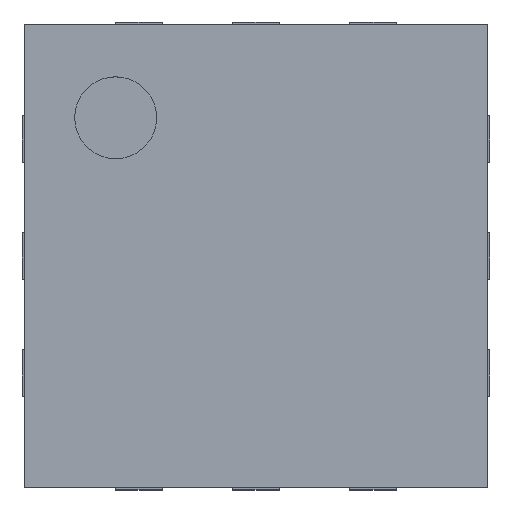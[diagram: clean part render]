
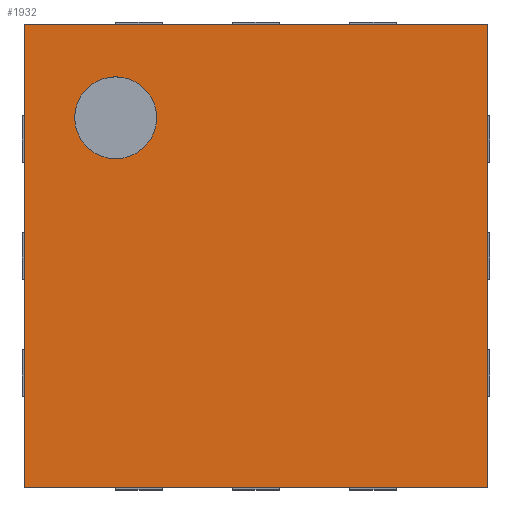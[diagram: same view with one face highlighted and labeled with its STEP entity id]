
A CAD part, top view. The second image highlights one B-rep face of the part: STEP entity #1932.
In plain terms, the highlighted planar face has unit normal (0, 0, 1).
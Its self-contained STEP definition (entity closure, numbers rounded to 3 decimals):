
#70=FACE_BOUND('',#401,.T.);
#160=CIRCLE('',#2253,0.175);
#289=FACE_OUTER_BOUND('',#400,.T.);
#400=EDGE_LOOP('',(#1723,#1724,#1725,#1726));
#401=EDGE_LOOP('',(#1727));
#607=LINE('',#3362,#819);
#610=LINE('',#3367,#822);
#611=LINE('',#3370,#823);
#613=LINE('',#3373,#825);
#819=VECTOR('',#2794,10.);
#822=VECTOR('',#2799,10.);
#823=VECTOR('',#2802,10.);
#825=VECTOR('',#2806,10.);
#980=VERTEX_POINT('',#3343);
#986=VERTEX_POINT('',#3359);
#987=VERTEX_POINT('',#3361);
#988=VERTEX_POINT('',#3365);
#989=VERTEX_POINT('',#3369);
#1221=EDGE_CURVE('',#980,#980,#160,.T.);
#1229=EDGE_CURVE('',#987,#986,#607,.T.);
#1232=EDGE_CURVE('',#986,#988,#610,.T.);
#1233=EDGE_CURVE('',#989,#987,#611,.T.);
#1235=EDGE_CURVE('',#988,#989,#613,.T.);
#1723=ORIENTED_EDGE('',*,*,#1232,.T.);
#1724=ORIENTED_EDGE('',*,*,#1235,.T.);
#1725=ORIENTED_EDGE('',*,*,#1233,.T.);
#1726=ORIENTED_EDGE('',*,*,#1229,.T.);
#1727=ORIENTED_EDGE('',*,*,#1221,.T.);
#1821=PLANE('',#2261);
#1932=ADVANCED_FACE('',(#289,#70),#1821,.T.);
#2253=AXIS2_PLACEMENT_3D('',#3344,#2778,#2779);
#2261=AXIS2_PLACEMENT_3D('',#3374,#2807,#2808);
#2778=DIRECTION('center_axis',(0.,0.,-1.));
#2779=DIRECTION('ref_axis',(-1.,0.,0.));
#2794=DIRECTION('',(-1.,0.,0.));
#2799=DIRECTION('',(0.,-1.,0.));
#2802=DIRECTION('',(0.,1.,0.));
#2806=DIRECTION('',(1.,0.,0.));
#2807=DIRECTION('center_axis',(0.,0.,1.));
#2808=DIRECTION('ref_axis',(1.,0.,0.));
#3343=CARTESIAN_POINT('',(-0.425,0.59,0.6));
#3344=CARTESIAN_POINT('Origin',(-0.6,0.59,0.6));
#3359=CARTESIAN_POINT('',(-0.99,0.99,0.6));
#3361=CARTESIAN_POINT('',(0.99,0.99,0.6));
#3362=CARTESIAN_POINT('',(-0.99,0.99,0.6));
#3365=CARTESIAN_POINT('',(-0.99,-0.99,0.6));
#3367=CARTESIAN_POINT('',(-0.99,-0.99,0.6));
#3369=CARTESIAN_POINT('',(0.99,-0.99,0.6));
#3370=CARTESIAN_POINT('',(0.99,0.99,0.6));
#3373=CARTESIAN_POINT('',(0.99,-0.99,0.6));
#3374=CARTESIAN_POINT('Origin',(0.,0.,0.6));
